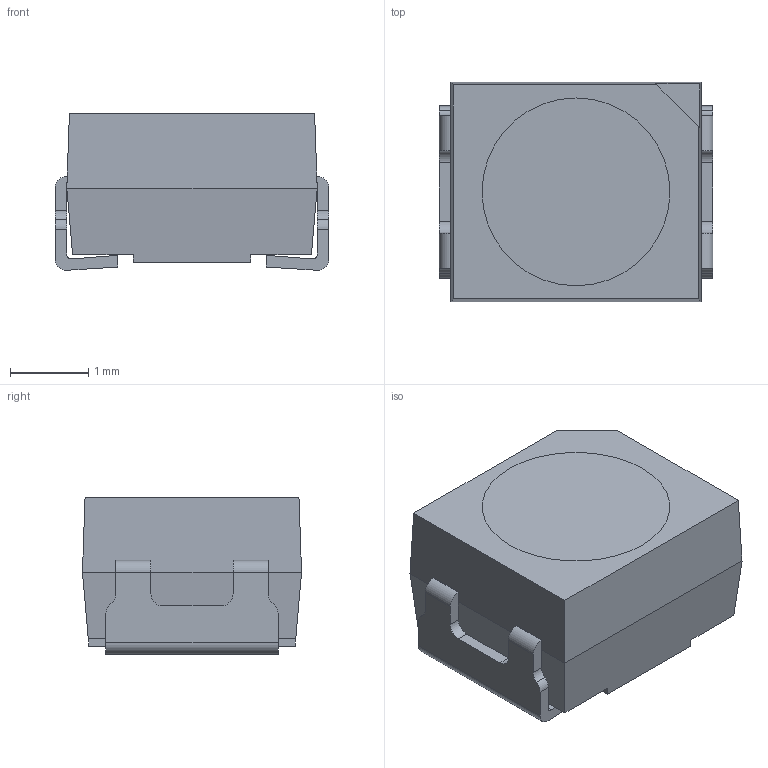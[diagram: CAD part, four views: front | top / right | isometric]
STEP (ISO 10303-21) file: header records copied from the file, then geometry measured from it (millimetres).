
FILE_DESCRIPTION (( 'STEP AP214' ), '1' );
FILE_NAME ('Assem2.STEP', '2017-04-25T04:39:33', ( '' ), ( '' ), 'SwSTEP 2.0', 'SolidWorks 2015', '' );
FILE_SCHEMA (( 'AUTOMOTIVE_DESIGN' ));
Length unit declared in the file: inch
Products named in the file (3): Assem2; Part2; Part1
Assembly tree (2 placements, depth 2):
  Assem2
    Part1
    Part2
Bounding box: 3.5 x 2.8 x 2 mm (x, y, z)
Volume: 16.9 mm3; surface area: 63.4 mm2
Topology: 2 solids, 2 shells, 73 faces, 204 edges, 132 vertices
Faces by surface type: plane 49, cylinder 24
Entity records: 2462 total; most frequent: CARTESIAN_POINT 414, DIRECTION 408, ORIENTED_EDGE 408, EDGE_CURVE 204, LINE 156, VECTOR 156, VERTEX_POINT 132, AXIS2_PLACEMENT_3D 126
